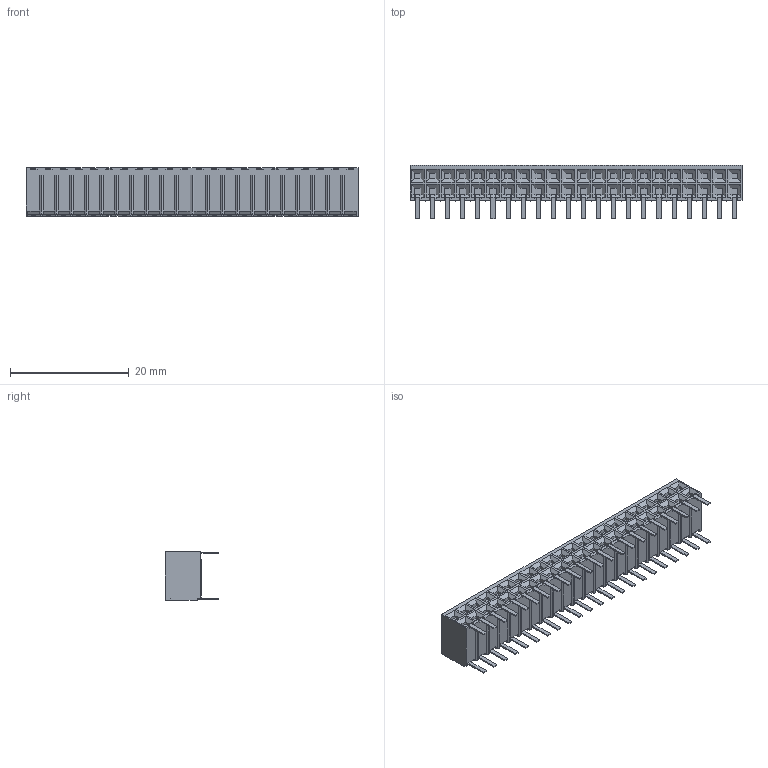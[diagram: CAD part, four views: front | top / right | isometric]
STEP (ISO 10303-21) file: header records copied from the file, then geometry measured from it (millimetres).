
FILE_DESCRIPTION((''),'2;1');
FILE_NAME('C-1-5535512-8','2014-10-30T',('workeradm'),('Tyco Electronics Ltd.'),'PRO/ENGINEER BY PARAMETRIC TECHNOLOGY CORPORATION, 2014090','PRO/ENGINEER BY PARAMETRIC TECHNOLOGY CORPORATION, 2014090','');
FILE_SCHEMA(('AUTOMOTIVE_DESIGN { 1 0 10303 214 1 1 1 1 }'));
Length unit declared in the file: millimetre
Products named in the file (1): C-1-5535512-8
Bounding box: 55.88 x 8.97 x 8.13 mm (x, y, z)
Volume: 2418.2 mm3; surface area: 2446.4 mm2
Topology: 1 solids, 1 shells, 1433 faces, 3879 edges, 2470 vertices
Faces by surface type: plane 1433
Entity records: 43785 total; most frequent: CARTESIAN_POINT 7784, ORIENTED_EDGE 7758, DIRECTION 6745, VECTOR 3879, LINE 3879, EDGE_CURVE 3879, VERTEX_POINT 2470, EDGE_LOOP 1455
